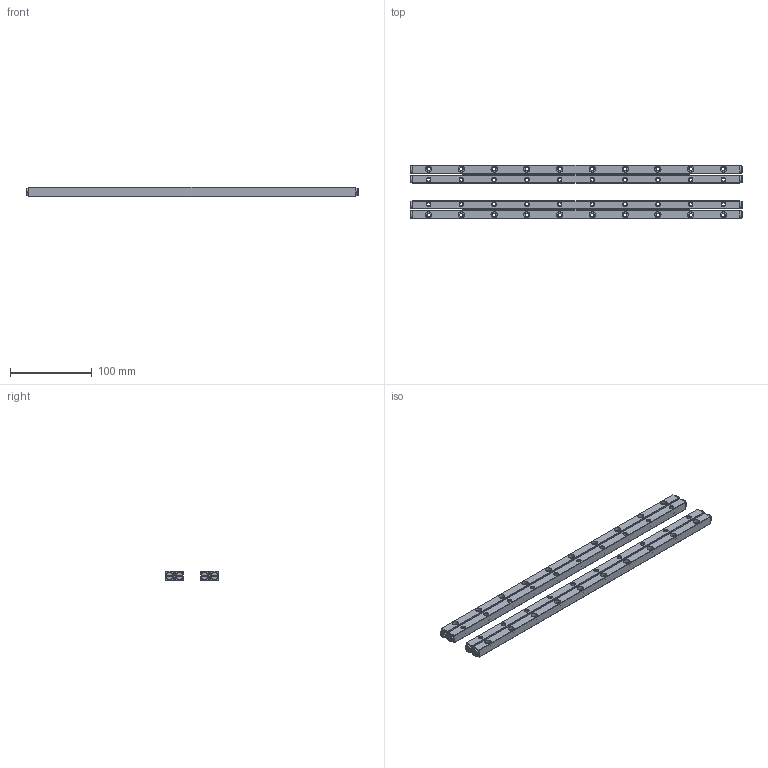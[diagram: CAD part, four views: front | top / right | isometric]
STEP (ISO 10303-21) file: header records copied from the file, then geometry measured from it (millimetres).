
FILE_DESCRIPTION(/* description */ (''),/* implementation_level */ '2;1');
FILE_NAME(/* name */ 'Set RSD-4400x39AA.stp',/* time_stamp */ '2018-12-06T18:55:30+01:00',/* author */ (''),/* organization */ (''),/* preprocessor_version */ 'ST-DEVELOPER v16.7',/* originating_system */ 'SIEMENS PLM Software NX 12.0',/* authorisation */ '');
FILE_SCHEMA (('AUTOMOTIVE_DESIGN { 1 0 10303 214 3 1 1 1 }'));
Length unit declared in the file: millimetre
Products named in the file (6): 019791_A_5-Roller Ø4x3.8; 022396_A_6-Body Cage R4x39AA; 011460_A_2-Endscrew GA 4; 005358_C_1-RSD-4400; 024224_A_6-Roller Cage R4x39AA Assy; 040883_A_1-Set RSD-4400x39AA
Assembly tree (54 placements, depth 3):
  040883_A_1-Set RSD-4400x39AA
    005358_C_1-RSD-4400  x4
    024224_A_6-Roller Cage R4x39AA Assy  x2
      022396_A_6-Body Cage R4x39AA
      019791_A_5-Roller Ø4x3.8
    011460_A_2-Endscrew GA 4  x8
Bounding box: 405.4 x 65 x 11 mm (x, y, z)
Volume: 165748.8 mm3; surface area: 95030.4 mm2
Topology: 92 solids, 92 shells, 3214 faces, 8072 edges, 5098 vertices
Faces by surface type: plane 1652, cylinder 1286, cone 276
Full cylindrical faces by diameter (mm): 2.6 x8, 3 x8, 3.2 x8, 4 x78, 4.2 x40, 7.5 x40, 9 x8
Entity records: 40358 total; most frequent: DIRECTION 7236, CARTESIAN_POINT 6900, ORIENTED_EDGE 6756, EDGE_CURVE 3378, AXIS2_PLACEMENT_3D 2520, LINE 2196, VECTOR 2196, VERTEX_POINT 2168
